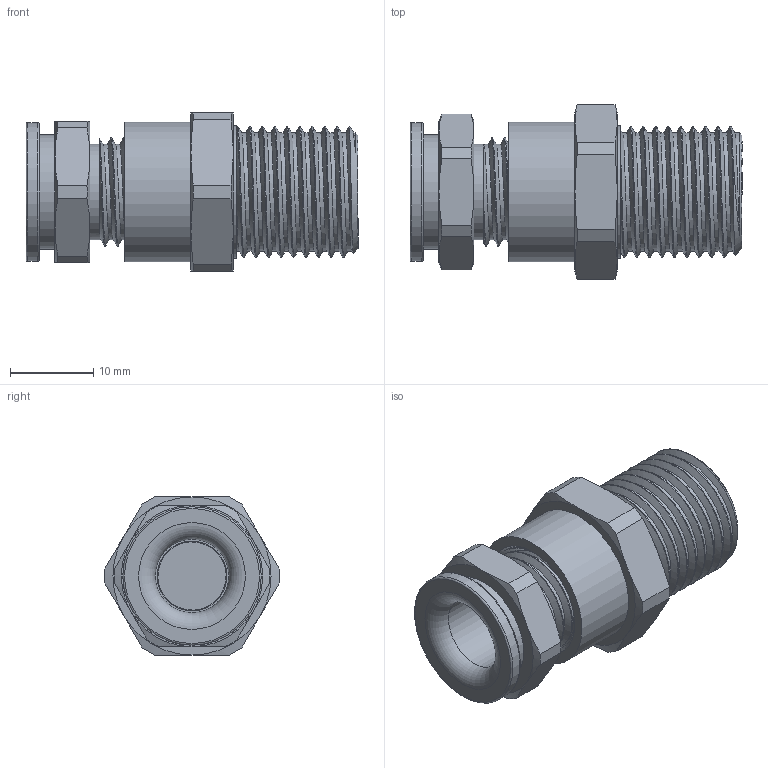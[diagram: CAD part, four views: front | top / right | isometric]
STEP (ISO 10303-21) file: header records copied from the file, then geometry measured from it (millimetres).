
FILE_DESCRIPTION(/* description */ ('ADE-1F2 M 16x1,5'),/* implementation_level */ '2;1');
FILE_NAME(/* name */ '00806594V1-RST.stp',/* time_stamp */ '2020-03-03T08:33:08+01:00',/* author */ ('sl'),/* organization */ (''),/* preprocessor_version */ 'ST-DEVELOPER v16.5',/* originating_system */ 'Autodesk Inventor 2017',/* authorisation */ '');
FILE_SCHEMA (('AUTOMOTIVE_DESIGN { 1 0 10303 214 3 1 1 }'));
Length unit declared in the file: millimetre
Products named in the file (5): 00806594V1; 00806594V1_1; 00806594V1_2; 00806594V1_3; 00806594V1_4
Assembly tree (4 placements, depth 2):
  00806594V1
    00806594V1_1
    00806594V1_2
    00806594V1_3
    00806594V1_4
Bounding box: 39.91 x 20.97 x 19 mm (x, y, z)
Volume: 4819.9 mm3; surface area: 6030.6 mm2
Topology: 4 solids, 4 shells, 121 faces, 265 edges, 165 vertices
Faces by surface type: plane 47, cone 30, cylinder 29, torus 9, bspline 6
Full cylindrical faces by diameter (mm): 8.4 x2, 8.84 x1, 9.6 x1, 9.78 x1, 10.85 x1, 10.95 x1, 11.478 x4, 11.76 x1, 11.95 x2, 12.2 x5, 13.76 x1, 15.96 x1, 16.64 x1, 16.75 x1
Entity records: 6603 total; most frequent: CARTESIAN_POINT 4307, DIRECTION 466, ORIENTED_EDGE 404, AXIS2_PLACEMENT_3D 221, EDGE_CURVE 202, EDGE_LOOP 162, VERTEX_POINT 142, FACE_OUTER_BOUND 112
